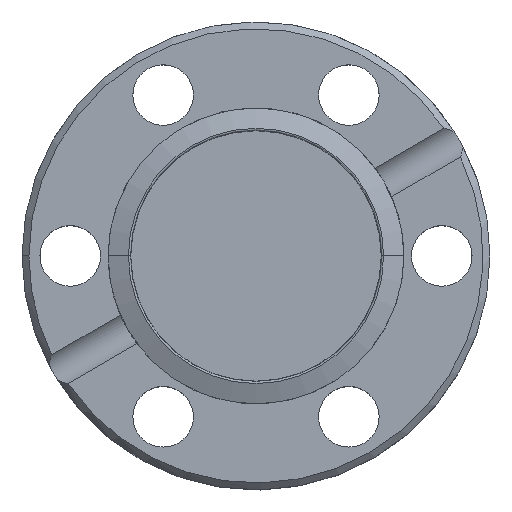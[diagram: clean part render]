
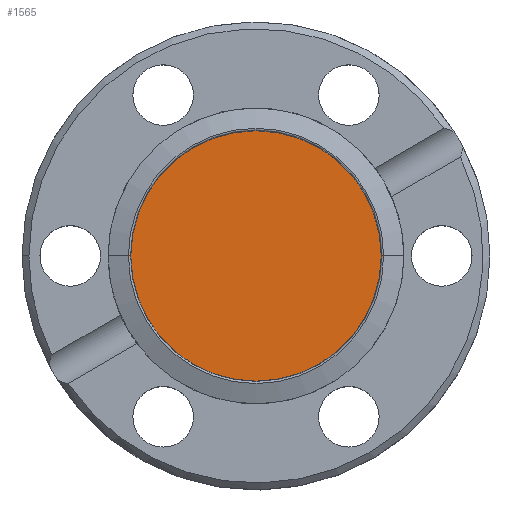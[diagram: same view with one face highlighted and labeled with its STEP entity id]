
A CAD part, top view. The second image highlights one B-rep face of the part: STEP entity #1565.
In plain terms, the highlighted planar face has unit normal (0, 0, 1).
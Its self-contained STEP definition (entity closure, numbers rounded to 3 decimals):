
#32 = AXIS2_PLACEMENT_3D ( 'NONE', #159, #1077, #289 ) ;
#67 = CARTESIAN_POINT ( 'NONE',  ( 0., 0., -1.2 ) ) ;
#159 = CARTESIAN_POINT ( 'NONE',  ( 0., 0., -1.2 ) ) ;
#188 = AXIS2_PLACEMENT_3D ( 'NONE', #67, #990, #200 ) ;
#200 = DIRECTION ( 'NONE',  ( 1., 0., 0. ) ) ;
#216 = ORIENTED_EDGE ( 'NONE', *, *, #246, .T. ) ;
#246 = EDGE_CURVE ( 'NONE', #1034, #936, #771, .T. ) ;
#289 = DIRECTION ( 'NONE',  ( 1., 0., 0. ) ) ;
#427 = PLANE ( 'NONE',  #1714 ) ;
#469 = CIRCLE ( 'NONE', #32, 9.098 ) ;
#593 = CARTESIAN_POINT ( 'NONE',  ( -9.098, 0., -1.2 ) ) ;
#690 = DIRECTION ( 'NONE',  ( 1., 0., 0. ) ) ;
#771 = CIRCLE ( 'NONE', #188, 9.098 ) ;
#827 = CARTESIAN_POINT ( 'NONE',  ( 9.098, 0., -1.2 ) ) ;
#936 = VERTEX_POINT ( 'NONE', #593 ) ;
#982 = EDGE_CURVE ( 'NONE', #936, #1034, #469, .T. ) ;
#990 = DIRECTION ( 'NONE',  ( 0., 0., 1. ) ) ;
#1034 = VERTEX_POINT ( 'NONE', #827 ) ;
#1077 = DIRECTION ( 'NONE',  ( 0., 0., 1. ) ) ;
#1268 = ORIENTED_EDGE ( 'NONE', *, *, #982, .T. ) ;
#1342 = EDGE_LOOP ( 'NONE', ( #216, #1268 ) ) ;
#1345 = CARTESIAN_POINT ( 'NONE',  ( 0., 0., -1.2 ) ) ;
#1390 = FACE_OUTER_BOUND ( 'NONE', #1342, .T. ) ;
#1482 = DIRECTION ( 'NONE',  ( 0., 0., 1. ) ) ;
#1565 = ADVANCED_FACE ( 'NONE', ( #1390 ), #427, .T. ) ;
#1714 = AXIS2_PLACEMENT_3D ( 'NONE', #1345, #1482, #690 ) ;
